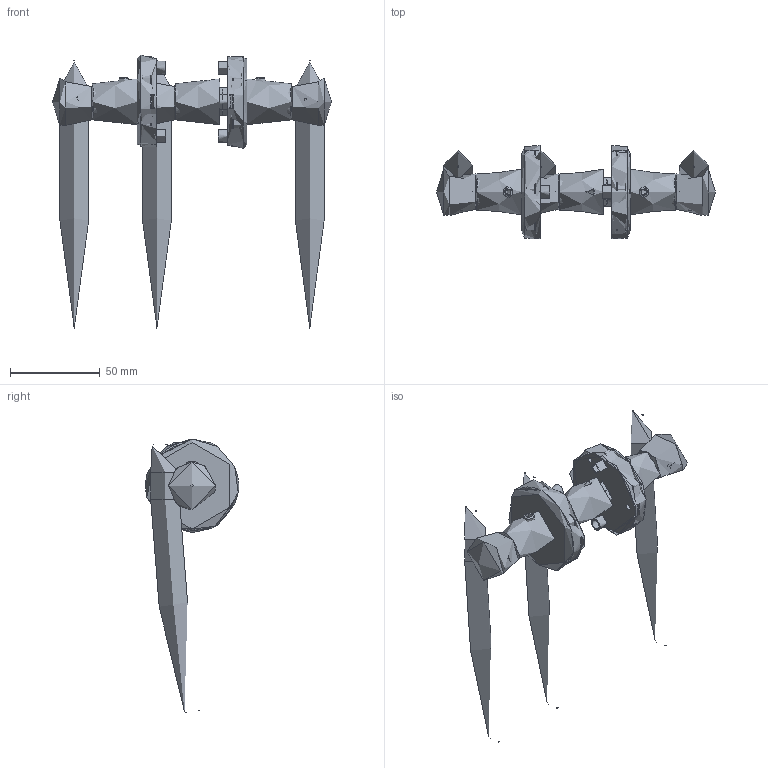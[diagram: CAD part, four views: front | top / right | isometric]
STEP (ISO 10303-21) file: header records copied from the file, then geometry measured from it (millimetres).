
FILE_DESCRIPTION (( 'STEP AP203' ), '1' );
FILE_NAME ('419-VA.step', '2019-11-26T14:02:32', ( '' ), ( '' ), 'SwSTEP 2.0', 'SolidWorks 2015', '' );
FILE_SCHEMA (( 'CONFIG_CONTROL_DESIGN' ));
Length unit declared in the file: millimetre
Products named in the file (20): 4XX-VA Teil4; DIN914_DIN 914 M6x6; DIN 912 - M5x16; 419-VA; 4XX-VA Teil1; 4XX-VA Teil3; 4XX-VA Teil2; DIN914; 4XX-VA Teil4_4XX-VA Teil4; 4XX-VA Teil2_4XX-VA Teil2; 4XX-VA Teil1_419-VA Teil1; 4XX-VA Teil1_419-VA Teil5; DIN 912 - M5x16_DIN 912 M5x16; 4XX-VA Teil3_4XX-VA Teil3
Assembly tree (16 placements, depth 2):
  4XX-VA Teil4
  419-VA
    4XX-VA Teil4_4XX-VA Teil4
    4XX-VA Teil3_4XX-VA Teil3  x2
    4XX-VA Teil2_4XX-VA Teil2  x2
    4XX-VA Teil1_419-VA Teil1
    DIN914_DIN 914 M6x6  x2
    4XX-VA Teil1_419-VA Teil5
    DIN 912 - M5x16_DIN 912 M5x16  x2
  4XX-VA Teil3
  419-VA
    DIN914
    4XX-VA Teil1
    DIN 912 - M5x16
    DIN 912 - M5x16
    DIN914
  4XX-VA Teil2
Bounding box: 154.82 x 51.98 x 152.37 mm (x, y, z)
Volume: 179268.2 mm3; surface area: 83675.2 mm2
Topology: 18 solids, 18 shells, 952 faces, 2454 edges, 1626 vertices
Faces by surface type: plane 539, bspline 192, cylinder 137, cone 53, torus 24, sphere 7
Full cylindrical faces by diameter (mm): 3.7 x6, 4.2 x3, 5 x8, 5.5 x7, 6 x2, 6.1 x6, 7.1 x4, 7.3 x4, 8 x4, 8.5 x2, 8.9 x3, 15.2 x2, 15.4 x2, 15.7 x6, 16 x3, 16.2 x2, 21.4 x2, 22.6 x2, 26.3 x3, 50 x2, 52 x2
Entity records: 47872 total; most frequent: CARTESIAN_POINT 27594, ORIENTED_EDGE 3944, DIRECTION 3071, EDGE_CURVE 1972, VERTEX_POINT 1355, VECTOR 1299, LINE 1299, EDGE_LOOP 1047
